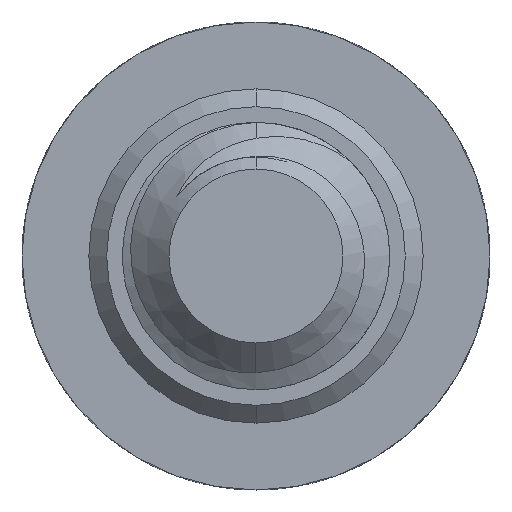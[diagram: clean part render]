
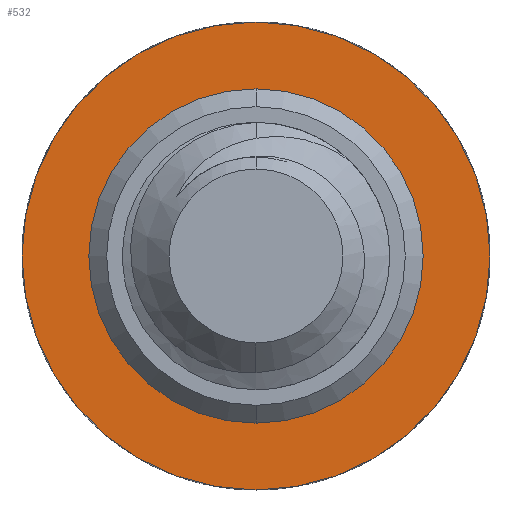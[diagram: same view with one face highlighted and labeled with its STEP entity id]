
A CAD part, front view. The second image highlights one B-rep face of the part: STEP entity #532.
In plain terms, the highlighted planar face has unit normal (0, -1, 0).
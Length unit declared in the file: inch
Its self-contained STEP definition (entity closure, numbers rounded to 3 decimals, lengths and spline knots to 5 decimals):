
#287 = VERTEX_POINT ( 'NONE', #7304 ) ;
#290 = VERTEX_POINT ( 'NONE', #7302 ) ;
#302 = EDGE_CURVE ( 'NONE', #290, #287, #7335, .T. ) ;
#432 = VERTEX_POINT ( 'NONE', #7517 ) ;
#457 = VERTEX_POINT ( 'NONE', #7544 ) ;
#463 = EDGE_CURVE ( 'NONE', #457, #432, #7592, .T. ) ;
#532 = ADVANCED_FACE ( 'NONE', ( #7688, #7684 ), #7683, .F. ) ;
#534 = EDGE_LOOP ( 'NONE', ( #5033, #5031 ) ) ;
#5019 = ORIENTED_EDGE ( 'NONE', *, *, #5053, .F. ) ;
#5022 = EDGE_LOOP ( 'NONE', ( #5019, #6090 ) ) ;
#5025 = EDGE_CURVE ( 'NONE', #287, #290, #9650, .T. ) ;
#5031 = ORIENTED_EDGE ( 'NONE', *, *, #5025, .F. ) ;
#5033 = ORIENTED_EDGE ( 'NONE', *, *, #302, .F. ) ;
#5053 = EDGE_CURVE ( 'NONE', #432, #457, #9661, .T. ) ;
#6090 = ORIENTED_EDGE ( 'NONE', *, *, #463, .F. ) ;
#7302 = CARTESIAN_POINT ( 'NONE',  ( 0., 0., -0.15625 ) ) ;
#7304 = CARTESIAN_POINT ( 'NONE',  ( 0., 0., 0.15625 ) ) ;
#7331 = DIRECTION ( 'NONE',  ( 0., 0., -1. ) ) ;
#7332 = DIRECTION ( 'NONE',  ( 0., -1., 0. ) ) ;
#7333 = CARTESIAN_POINT ( 'NONE',  ( 0., 0., 0. ) ) ;
#7334 = AXIS2_PLACEMENT_3D ( 'NONE', #7333, #7332, #7331 ) ;
#7335 = CIRCLE ( 'NONE', #7334, 0.15625 ) ;
#7517 = CARTESIAN_POINT ( 'NONE',  ( 0., 0., -0.21875 ) ) ;
#7544 = CARTESIAN_POINT ( 'NONE',  ( 0., 0., 0.21875 ) ) ;
#7588 = DIRECTION ( 'NONE',  ( 0., 0., 1. ) ) ;
#7589 = DIRECTION ( 'NONE',  ( 0., 1., 0. ) ) ;
#7590 = CARTESIAN_POINT ( 'NONE',  ( 0., 0., 0. ) ) ;
#7591 = AXIS2_PLACEMENT_3D ( 'NONE', #7590, #7589, #7588 ) ;
#7592 = CIRCLE ( 'NONE', #7591, 0.21875 ) ;
#7678 = DIRECTION ( 'NONE',  ( 0., 0., 1. ) ) ;
#7679 = DIRECTION ( 'NONE',  ( 0., 1., 0. ) ) ;
#7680 = CARTESIAN_POINT ( 'NONE',  ( 0., 0., 0. ) ) ;
#7682 = AXIS2_PLACEMENT_3D ( 'NONE', #7680, #7679, #7678 ) ;
#7683 = PLANE ( 'NONE',  #7682 ) ;
#7684 = FACE_OUTER_BOUND ( 'NONE', #5022, .T. ) ;
#7688 = FACE_BOUND ( 'NONE', #534, .T. ) ;
#9646 = DIRECTION ( 'NONE',  ( 0., 0., -1. ) ) ;
#9647 = DIRECTION ( 'NONE',  ( 0., -1., 0. ) ) ;
#9648 = CARTESIAN_POINT ( 'NONE',  ( 0., 0., 0. ) ) ;
#9649 = AXIS2_PLACEMENT_3D ( 'NONE', #9648, #9647, #9646 ) ;
#9650 = CIRCLE ( 'NONE', #9649, 0.15625 ) ;
#9657 = DIRECTION ( 'NONE',  ( 0., 0., 1. ) ) ;
#9658 = DIRECTION ( 'NONE',  ( 0., 1., 0. ) ) ;
#9659 = CARTESIAN_POINT ( 'NONE',  ( 0., 0., 0. ) ) ;
#9660 = AXIS2_PLACEMENT_3D ( 'NONE', #9659, #9658, #9657 ) ;
#9661 = CIRCLE ( 'NONE', #9660, 0.21875 ) ;
